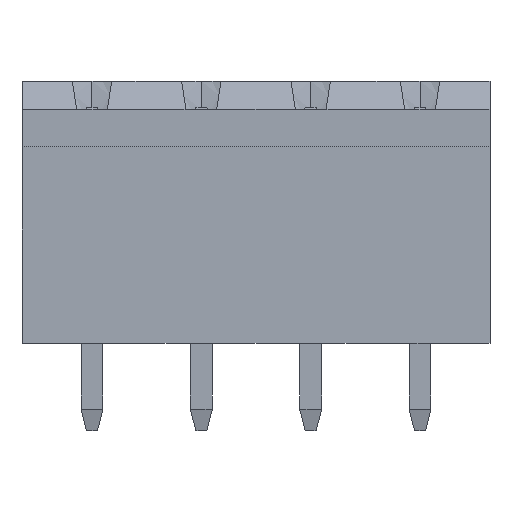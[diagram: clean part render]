
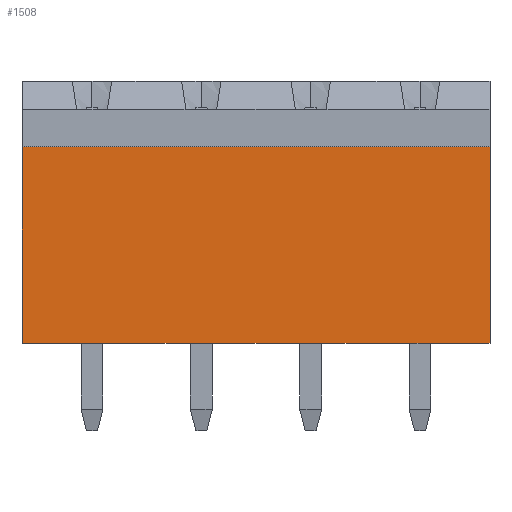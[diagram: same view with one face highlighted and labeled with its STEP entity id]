
A CAD part, front view. The second image highlights one B-rep face of the part: STEP entity #1508.
In plain terms, the highlighted planar face has unit normal (0, -1, 0).
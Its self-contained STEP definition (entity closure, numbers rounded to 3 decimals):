
#464 = VERTEX_POINT('',#465);
#465 = CARTESIAN_POINT('',(10.7,-3.95,9.19));
#471 = EDGE_CURVE('',#464,#472,#474,.T.);
#472 = VERTEX_POINT('',#473);
#473 = CARTESIAN_POINT('',(10.7,-3.95,0.19));
#474 = LINE('',#475,#476);
#475 = CARTESIAN_POINT('',(10.7,-3.95,9.19));
#476 = VECTOR('',#477,1.);
#477 = DIRECTION('',(0.,0.,-1.));
#1353 = EDGE_CURVE('',#472,#1354,#1356,.T.);
#1354 = VERTEX_POINT('',#1355);
#1355 = CARTESIAN_POINT('',(-10.7,-3.95,0.19));
#1356 = LINE('',#1357,#1358);
#1357 = CARTESIAN_POINT('',(10.7,-3.95,0.19));
#1358 = VECTOR('',#1359,1.);
#1359 = DIRECTION('',(-1.,0.,0.));
#1508 = ADVANCED_FACE('',(#1509),#1527,.F.);
#1509 = FACE_BOUND('',#1510,.T.);
#1510 = EDGE_LOOP('',(#1511,#1519,#1525,#1526));
#1511 = ORIENTED_EDGE('',*,*,#1512,.F.);
#1512 = EDGE_CURVE('',#1513,#464,#1515,.T.);
#1513 = VERTEX_POINT('',#1514);
#1514 = CARTESIAN_POINT('',(-10.7,-3.95,9.19));
#1515 = LINE('',#1516,#1517);
#1516 = CARTESIAN_POINT('',(-0.7,-3.95,9.19));
#1517 = VECTOR('',#1518,1.);
#1518 = DIRECTION('',(1.,0.,0.));
#1519 = ORIENTED_EDGE('',*,*,#1520,.T.);
#1520 = EDGE_CURVE('',#1513,#1354,#1521,.T.);
#1521 = LINE('',#1522,#1523);
#1522 = CARTESIAN_POINT('',(-10.7,-3.95,9.19));
#1523 = VECTOR('',#1524,1.);
#1524 = DIRECTION('',(0.,0.,-1.));
#1525 = ORIENTED_EDGE('',*,*,#1353,.F.);
#1526 = ORIENTED_EDGE('',*,*,#471,.F.);
#1527 = PLANE('',#1528);
#1528 = AXIS2_PLACEMENT_3D('',#1529,#1530,#1531);
#1529 = CARTESIAN_POINT('',(-10.,-3.95,9.19));
#1530 = DIRECTION('',(0.,1.,0.));
#1531 = DIRECTION('',(0.,0.,-1.));
